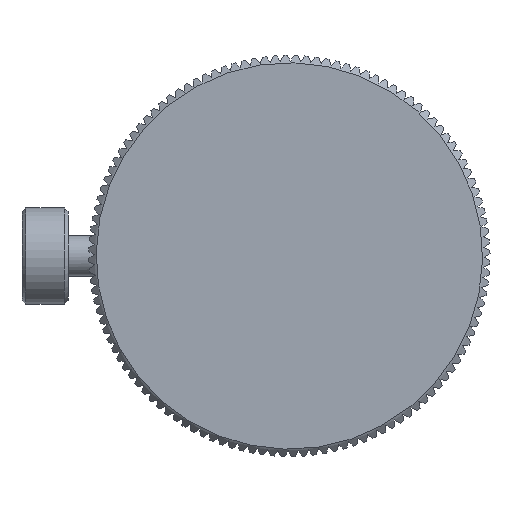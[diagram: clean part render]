
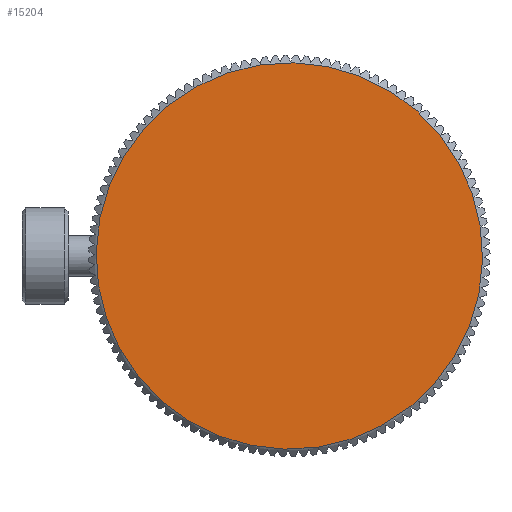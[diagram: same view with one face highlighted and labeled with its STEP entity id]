
A CAD part, left-side view. The second image highlights one B-rep face of the part: STEP entity #15204.
In plain terms, the highlighted planar face has unit normal (-1, 0, 0).
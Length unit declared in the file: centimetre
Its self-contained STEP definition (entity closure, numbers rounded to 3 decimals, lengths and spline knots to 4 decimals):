
#4225=VERTEX_POINT('',#23895);
#4972=CIRCLE('',#48275,1.9876);
#6663=EDGE_CURVE('',#4225,#4225,#4972,.T.);
#10976=ORIENTED_EDGE('',*,*,#6663,.F.);
#13276=EDGE_LOOP('',(#10976));
#14245=FACE_BOUND('',#13276,.T.);
#15204=ADVANCED_FACE('',(#14245),#15908,.F.);
#15908=PLANE('',#48284);
#17503=DIRECTION('',(1.,0.,0.));
#17504=DIRECTION('',(0.,-0.725,1.85));
#17519=DIRECTION('',(1.,0.,0.));
#23894=CARTESIAN_POINT('',(-10.4301,0.,0.));
#23895=CARTESIAN_POINT('',(-10.4301,0.7254,-1.8504));
#23906=CARTESIAN_POINT('',(-10.4301,0.,0.));
#48275=AXIS2_PLACEMENT_3D('',#23894,#17503,#17504);
#48284=AXIS2_PLACEMENT_3D('',#23906,#17519,$);
